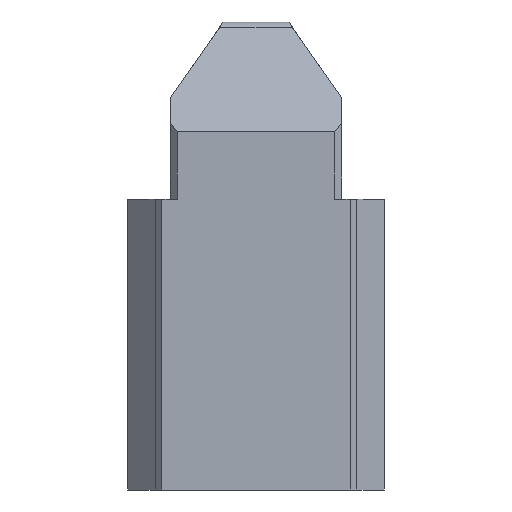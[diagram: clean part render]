
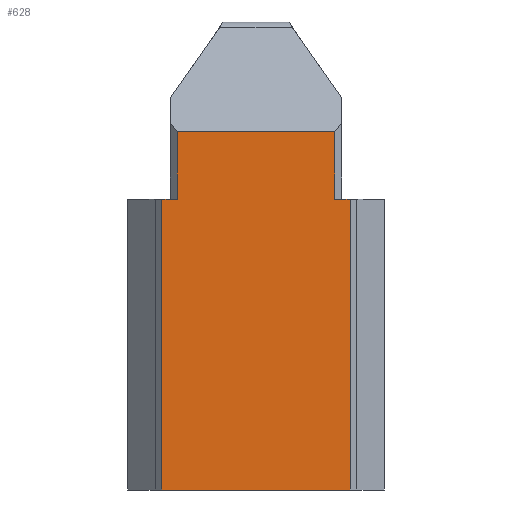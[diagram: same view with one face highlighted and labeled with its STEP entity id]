
A CAD part, front view. The second image highlights one B-rep face of the part: STEP entity #628.
In plain terms, the highlighted planar face has unit normal (0, -1, 0).
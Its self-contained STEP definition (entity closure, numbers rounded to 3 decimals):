
#4 = ORIENTED_EDGE ( 'NONE', *, *, #31, .F. ) ;
#22 = EDGE_LOOP ( 'NONE', ( #572, #4, #531, #84, #494, #162, #788, #140 ) ) ;
#30 = CARTESIAN_POINT ( 'NONE',  ( -4.6, -4.25, 8.945 ) ) ;
#31 = EDGE_CURVE ( 'NONE', #849, #56, #805, .T. ) ;
#35 = CARTESIAN_POINT ( 'NONE',  ( 5.5, -4.25, -12. ) ) ;
#44 = EDGE_CURVE ( 'NONE', #849, #267, #253, .T. ) ;
#56 = VERTEX_POINT ( 'NONE', #669 ) ;
#60 = EDGE_CURVE ( 'NONE', #150, #896, #100, .T. ) ;
#61 = CARTESIAN_POINT ( 'NONE',  ( 5.5, -4.25, -12. ) ) ;
#84 = ORIENTED_EDGE ( 'NONE', *, *, #826, .T. ) ;
#100 = LINE ( 'NONE', #311, #330 ) ;
#119 = CARTESIAN_POINT ( 'NONE',  ( 0., -4.25, -12. ) ) ;
#123 = CARTESIAN_POINT ( 'NONE',  ( -5.5, -4.25, 5. ) ) ;
#140 = ORIENTED_EDGE ( 'NONE', *, *, #807, .T. ) ;
#150 = VERTEX_POINT ( 'NONE', #123 ) ;
#152 = VECTOR ( 'NONE', #519, 1000. ) ;
#162 = ORIENTED_EDGE ( 'NONE', *, *, #60, .F. ) ;
#163 = DIRECTION ( 'NONE',  ( 0., 0., -1. ) ) ;
#168 = CARTESIAN_POINT ( 'NONE',  ( 0., -4.25, -12. ) ) ;
#178 = VECTOR ( 'NONE', #163, 1000. ) ;
#213 = VECTOR ( 'NONE', #321, 1000. ) ;
#238 = DIRECTION ( 'NONE',  ( 0., -1., 0. ) ) ;
#240 = VECTOR ( 'NONE', #817, 1000. ) ;
#246 = CARTESIAN_POINT ( 'NONE',  ( 4.6, -4.25, -12. ) ) ;
#253 = LINE ( 'NONE', #246, #213 ) ;
#267 = VERTEX_POINT ( 'NONE', #857 ) ;
#275 = DIRECTION ( 'NONE',  ( 0., 0., -1. ) ) ;
#301 = AXIS2_PLACEMENT_3D ( 'NONE', #168, #238, #881 ) ;
#311 = CARTESIAN_POINT ( 'NONE',  ( -5.5, -4.25, 5. ) ) ;
#321 = DIRECTION ( 'NONE',  ( 0., 0., 1. ) ) ;
#330 = VECTOR ( 'NONE', #389, 1000. ) ;
#373 = CARTESIAN_POINT ( 'NONE',  ( -5.5, -4.25, -12. ) ) ;
#376 = PLANE ( 'NONE',  #301 ) ;
#377 = EDGE_CURVE ( 'NONE', #819, #56, #523, .T. ) ;
#389 = DIRECTION ( 'NONE',  ( 1., 0., 0. ) ) ;
#393 = CARTESIAN_POINT ( 'NONE',  ( 4.6, -4.25, 5. ) ) ;
#428 = VERTEX_POINT ( 'NONE', #30 ) ;
#491 = CARTESIAN_POINT ( 'NONE',  ( 5., -4.25, 8.945 ) ) ;
#494 = ORIENTED_EDGE ( 'NONE', *, *, #865, .T. ) ;
#496 = LINE ( 'NONE', #491, #569 ) ;
#519 = DIRECTION ( 'NONE',  ( 0., 0., 1. ) ) ;
#523 = LINE ( 'NONE', #35, #152 ) ;
#531 = ORIENTED_EDGE ( 'NONE', *, *, #44, .T. ) ;
#566 = VERTEX_POINT ( 'NONE', #373 ) ;
#569 = VECTOR ( 'NONE', #713, 1000. ) ;
#571 = VECTOR ( 'NONE', #597, 1000. ) ;
#572 = ORIENTED_EDGE ( 'NONE', *, *, #377, .T. ) ;
#592 = FACE_OUTER_BOUND ( 'NONE', #22, .T. ) ;
#597 = DIRECTION ( 'NONE',  ( 1., 0., 0. ) ) ;
#623 = EDGE_CURVE ( 'NONE', #150, #566, #870, .T. ) ;
#628 = ADVANCED_FACE ( 'NONE', ( #592 ), #376, .T. ) ;
#633 = CARTESIAN_POINT ( 'NONE',  ( 4.6, -4.25, 5. ) ) ;
#637 = CARTESIAN_POINT ( 'NONE',  ( -4.6, -4.25, 0. ) ) ;
#648 = LINE ( 'NONE', #637, #688 ) ;
#669 = CARTESIAN_POINT ( 'NONE',  ( 5.5, -4.25, 5. ) ) ;
#685 = LINE ( 'NONE', #119, #240 ) ;
#688 = VECTOR ( 'NONE', #275, 1000. ) ;
#713 = DIRECTION ( 'NONE',  ( -1., 0., 0. ) ) ;
#728 = CARTESIAN_POINT ( 'NONE',  ( -5.5, -4.25, -12. ) ) ;
#768 = CARTESIAN_POINT ( 'NONE',  ( -4.6, -4.25, 5. ) ) ;
#788 = ORIENTED_EDGE ( 'NONE', *, *, #623, .T. ) ;
#805 = LINE ( 'NONE', #393, #571 ) ;
#807 = EDGE_CURVE ( 'NONE', #566, #819, #685, .T. ) ;
#817 = DIRECTION ( 'NONE',  ( 1., 0., 0. ) ) ;
#819 = VERTEX_POINT ( 'NONE', #61 ) ;
#826 = EDGE_CURVE ( 'NONE', #267, #428, #496, .T. ) ;
#849 = VERTEX_POINT ( 'NONE', #633 ) ;
#857 = CARTESIAN_POINT ( 'NONE',  ( 4.6, -4.25, 8.945 ) ) ;
#865 = EDGE_CURVE ( 'NONE', #428, #896, #648, .T. ) ;
#870 = LINE ( 'NONE', #728, #178 ) ;
#881 = DIRECTION ( 'NONE',  ( 0., 0., -1. ) ) ;
#896 = VERTEX_POINT ( 'NONE', #768 ) ;
